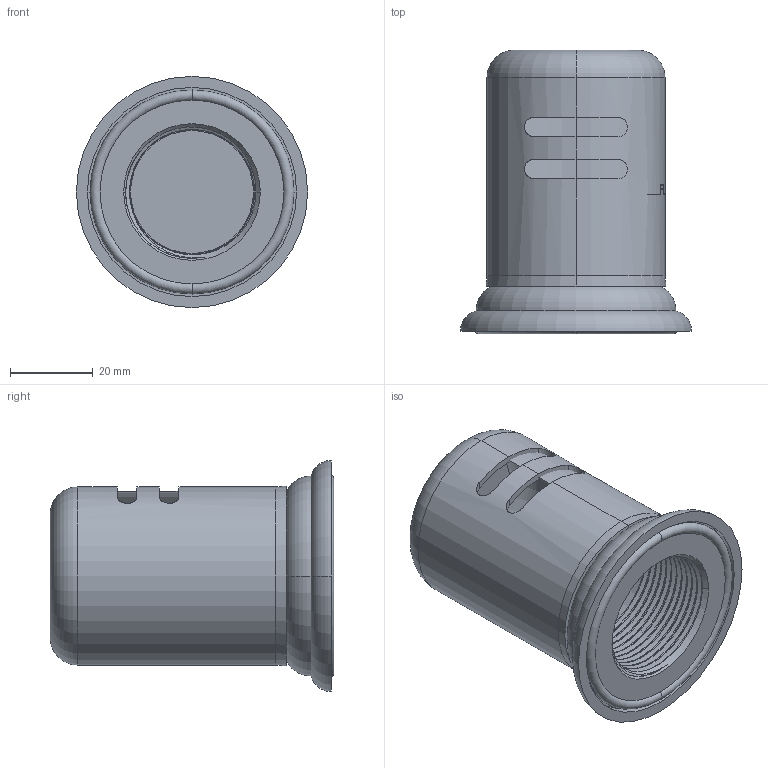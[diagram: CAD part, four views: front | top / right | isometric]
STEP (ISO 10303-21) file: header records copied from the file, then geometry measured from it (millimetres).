
FILE_DESCRIPTION((''),'2;1');
FILE_NAME('1030-5751_ASM','2017-01-19T',('rsmith'),(''),'PRO/ENGINEER BY PARAMETRIC TECHNOLOGY CORPORATION, 2013150','PRO/ENGINEER BY PARAMETRIC TECHNOLOGY CORPORATION, 2013150','');
FILE_SCHEMA(('CONFIG_CONTROL_DESIGN'));
Length unit declared in the file: inch
Products named in the file (5): 12214; 91227; 91394; 50688; 1030-5751_ASM
Assembly tree (4 placements, depth 2):
  1030-5751_ASM
    12214
    91227
    91394
    50688
Bounding box: 55.88 x 68.57 x 55.88 mm (x, y, z)
Volume: 30197.9 mm3; surface area: 44456.9 mm2
Topology: 4 solids, 8 shells, 137 faces, 376 edges, 250 vertices
Faces by surface type: cylinder 52, plane 37, torus 22, cone 14, bspline 12
Entity records: 9305 total; most frequent: CARTESIAN_POINT 5713, DIRECTION 736, ORIENTED_EDGE 704, EDGE_CURVE 376, AXIS2_PLACEMENT_3D 302, VERTEX_POINT 250, CIRCLE 164, EDGE_LOOP 153
